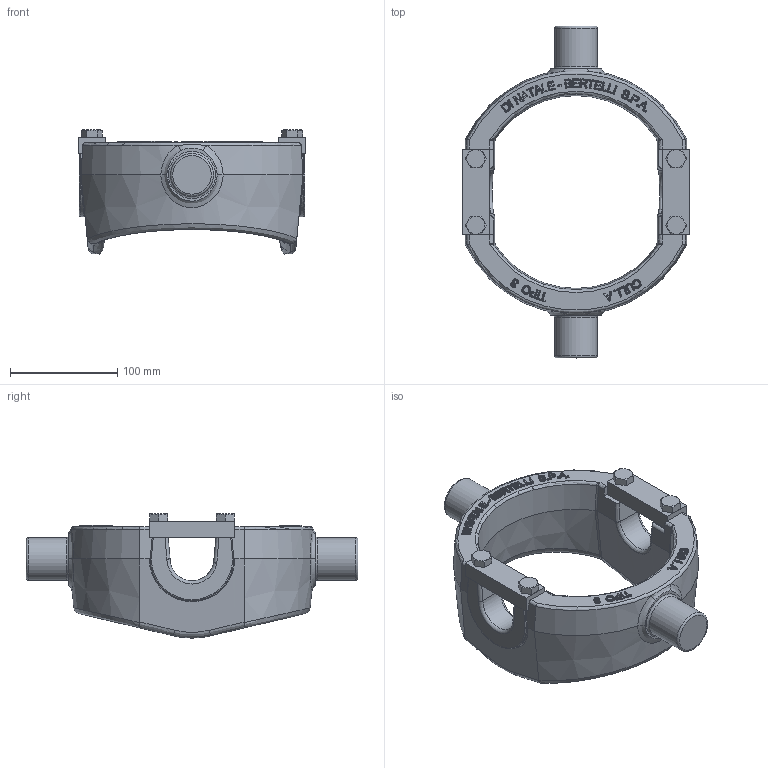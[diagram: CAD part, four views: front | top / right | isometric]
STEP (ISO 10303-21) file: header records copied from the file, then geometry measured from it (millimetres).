
FILE_DESCRIPTION(/* description */ ('Unknown'),/* implementation_level */ '2;1');
FILE_NAME(/* name */ 'CULLA03',/* time_stamp */ '2020-10-05T16:50:28+02:00',/* author */ ('Unknown'),/* organization */ ('Unknown'),/* preprocessor_version */ 'ST-DEVELOPER v16.7',/* originating_system */ 'DEX',/* authorisation */ $);
FILE_SCHEMA (('AUTOMOTIVE_DESIGN {1 0 10303 214 3 1 1}'));
Length unit declared in the file: millimetre
Products named in the file (4): 2516; 2516piastrina; VTE-10MX25
Assembly tree (7 placements, depth 2):
  2516
    2516
    2516piastrina  x2
    VTE-10MX25  x4
Bounding box: 212 x 310 x 115.91 mm (x, y, z)
Volume: 1272841.8 mm3; surface area: 166167.4 mm2
Topology: 7 solids, 7 shells, 1561 faces, 3624 edges, 1913 vertices
Faces by surface type: bspline 727, cylinder 242, torus 221, sphere 209, plane 120, cone 42
Full cylindrical faces by diameter (mm): 8.376 x4, 10 x4, 11 x4, 40 x2
Entity records: 61257 total; most frequent: CARTESIAN_POINT 22030, ORIENTED_EDGE 6490, DIRECTION 5273, EDGE_CURVE 3245, AXIS2_PLACEMENT_3D 2364, VERTEX_POINT 1822, FACE_BOUND 1581, EDGE_LOOP 1577
